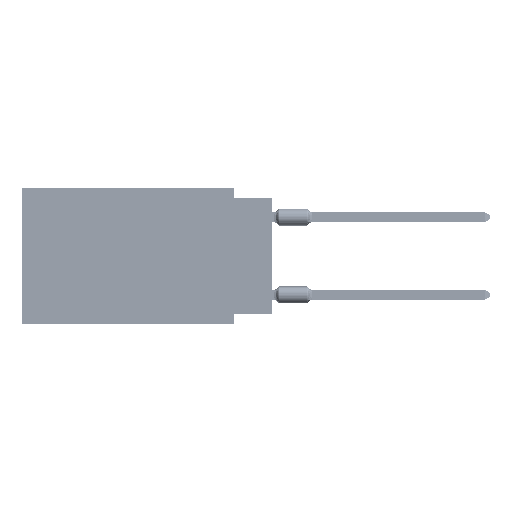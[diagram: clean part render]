
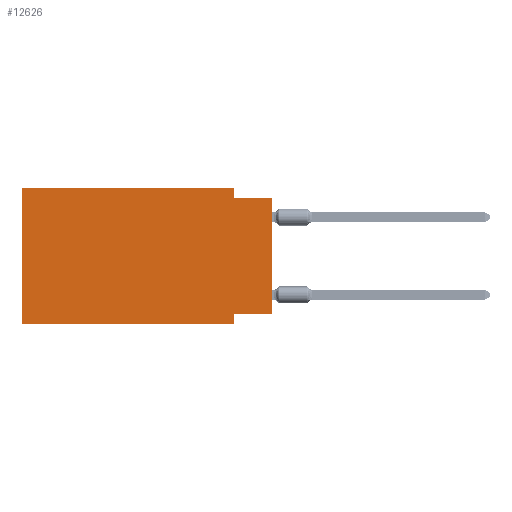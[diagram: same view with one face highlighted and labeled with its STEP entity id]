
A CAD part, left-side view. The second image highlights one B-rep face of the part: STEP entity #12626.
In plain terms, the highlighted planar face has unit normal (-1, 0, 0).
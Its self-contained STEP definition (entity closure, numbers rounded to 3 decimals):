
#349 = VECTOR ( 'NONE', #11622, 1000. ) ;
#1492 = ORIENTED_EDGE ( 'NONE', *, *, #82040, .T. ) ;
#2976 = LINE ( 'NONE', #68986, #82519 ) ;
#3147 = ORIENTED_EDGE ( 'NONE', *, *, #58920, .F. ) ;
#4104 = DIRECTION ( 'NONE',  ( 0., 0., -1. ) ) ;
#4136 = VECTOR ( 'NONE', #4104, 1000. ) ;
#5179 = CARTESIAN_POINT ( 'NONE',  ( 0., 0., 0. ) ) ;
#5657 = DIRECTION ( 'NONE',  ( 0., 0., 1. ) ) ;
#8077 = EDGE_CURVE ( 'NONE', #20039, #87397, #60779, .T. ) ;
#8758 = VERTEX_POINT ( 'NONE', #71424 ) ;
#10750 = LINE ( 'NONE', #83887, #4136 ) ;
#11622 = DIRECTION ( 'NONE',  ( 0., 0., 1. ) ) ;
#12626 = ADVANCED_FACE ( 'NONE', ( #42346 ), #35215, .F. ) ;
#19584 = DIRECTION ( 'NONE',  ( 0., -1., 0. ) ) ;
#20039 = VERTEX_POINT ( 'NONE', #27577 ) ;
#27577 = CARTESIAN_POINT ( 'NONE',  ( 0., 0., -8.255 ) ) ;
#28087 = CARTESIAN_POINT ( 'NONE',  ( 0., 16.383, 0. ) ) ;
#28667 = VECTOR ( 'NONE', #32254, 1000. ) ;
#28823 = ORIENTED_EDGE ( 'NONE', *, *, #66819, .F. ) ;
#29525 = CARTESIAN_POINT ( 'NONE',  ( 0., 16.383, -8.89 ) ) ;
#29900 = VECTOR ( 'NONE', #61837, 1000. ) ;
#32254 = DIRECTION ( 'NONE',  ( 0., 1., 0. ) ) ;
#35215 = PLANE ( 'NONE',  #59607 ) ;
#38019 = CARTESIAN_POINT ( 'NONE',  ( 0., 2.54, -8.89 ) ) ;
#39021 = CARTESIAN_POINT ( 'NONE',  ( 0., 2.54, -8.255 ) ) ;
#39330 = DIRECTION ( 'NONE',  ( 0., -1., 0. ) ) ;
#40401 = EDGE_CURVE ( 'NONE', #8758, #76721, #53913, .T. ) ;
#41070 = CARTESIAN_POINT ( 'NONE',  ( 0., 16.383, 0. ) ) ;
#42048 = ORIENTED_EDGE ( 'NONE', *, *, #75540, .F. ) ;
#42346 = FACE_OUTER_BOUND ( 'NONE', #64377, .T. ) ;
#42977 = ORIENTED_EDGE ( 'NONE', *, *, #40401, .F. ) ;
#43326 = CARTESIAN_POINT ( 'NONE',  ( 0., 0., -0.635 ) ) ;
#43907 = VERTEX_POINT ( 'NONE', #50655 ) ;
#45436 = VECTOR ( 'NONE', #5657, 1000. ) ;
#46512 = VECTOR ( 'NONE', #19584, 1000. ) ;
#46907 = LINE ( 'NONE', #29525, #84358 ) ;
#50655 = CARTESIAN_POINT ( 'NONE',  ( 0., 2.54, -0.635 ) ) ;
#51628 = ORIENTED_EDGE ( 'NONE', *, *, #82917, .F. ) ;
#53756 = CARTESIAN_POINT ( 'NONE',  ( 0., 2.54, 0. ) ) ;
#53785 = DIRECTION ( 'NONE',  ( 0., -1., 0. ) ) ;
#53913 = LINE ( 'NONE', #41070, #349 ) ;
#54244 = CARTESIAN_POINT ( 'NONE',  ( 0., 16.383, 0. ) ) ;
#56113 = VERTEX_POINT ( 'NONE', #43326 ) ;
#57070 = DIRECTION ( 'NONE',  ( 1., 0., 0. ) ) ;
#58091 = CARTESIAN_POINT ( 'NONE',  ( 0., 2.54, 0. ) ) ;
#58920 = EDGE_CURVE ( 'NONE', #87397, #69372, #10750, .T. ) ;
#59359 = ORIENTED_EDGE ( 'NONE', *, *, #61080, .T. ) ;
#59607 = AXIS2_PLACEMENT_3D ( 'NONE', #28087, #57070, #86051 ) ;
#60779 = LINE ( 'NONE', #84491, #28667 ) ;
#61080 = EDGE_CURVE ( 'NONE', #20039, #56113, #71209, .T. ) ;
#61837 = DIRECTION ( 'NONE',  ( 0., 0., -1. ) ) ;
#63749 = ORIENTED_EDGE ( 'NONE', *, *, #8077, .F. ) ;
#64377 = EDGE_LOOP ( 'NONE', ( #59359, #28823, #42048, #51628, #42977, #1492, #3147, #63749 ) ) ;
#66819 = EDGE_CURVE ( 'NONE', #43907, #56113, #2976, .T. ) ;
#68986 = CARTESIAN_POINT ( 'NONE',  ( 0., 0., -0.635 ) ) ;
#69372 = VERTEX_POINT ( 'NONE', #38019 ) ;
#71209 = LINE ( 'NONE', #5179, #45436 ) ;
#71424 = CARTESIAN_POINT ( 'NONE',  ( 0., 16.383, -8.89 ) ) ;
#74093 = VERTEX_POINT ( 'NONE', #58091 ) ;
#75540 = EDGE_CURVE ( 'NONE', #74093, #43907, #82729, .T. ) ;
#76721 = VERTEX_POINT ( 'NONE', #54244 ) ;
#82040 = EDGE_CURVE ( 'NONE', #8758, #69372, #46907, .T. ) ;
#82519 = VECTOR ( 'NONE', #53785, 1000. ) ;
#82729 = LINE ( 'NONE', #53756, #29900 ) ;
#82917 = EDGE_CURVE ( 'NONE', #76721, #74093, #90390, .T. ) ;
#83887 = CARTESIAN_POINT ( 'NONE',  ( 0., 2.54, -8.89 ) ) ;
#84358 = VECTOR ( 'NONE', #39330, 1000. ) ;
#84491 = CARTESIAN_POINT ( 'NONE',  ( 0., 0., -8.255 ) ) ;
#84676 = CARTESIAN_POINT ( 'NONE',  ( 0., 16.383, 0. ) ) ;
#86051 = DIRECTION ( 'NONE',  ( 0., 0., -1. ) ) ;
#87397 = VERTEX_POINT ( 'NONE', #39021 ) ;
#90390 = LINE ( 'NONE', #84676, #46512 ) ;
